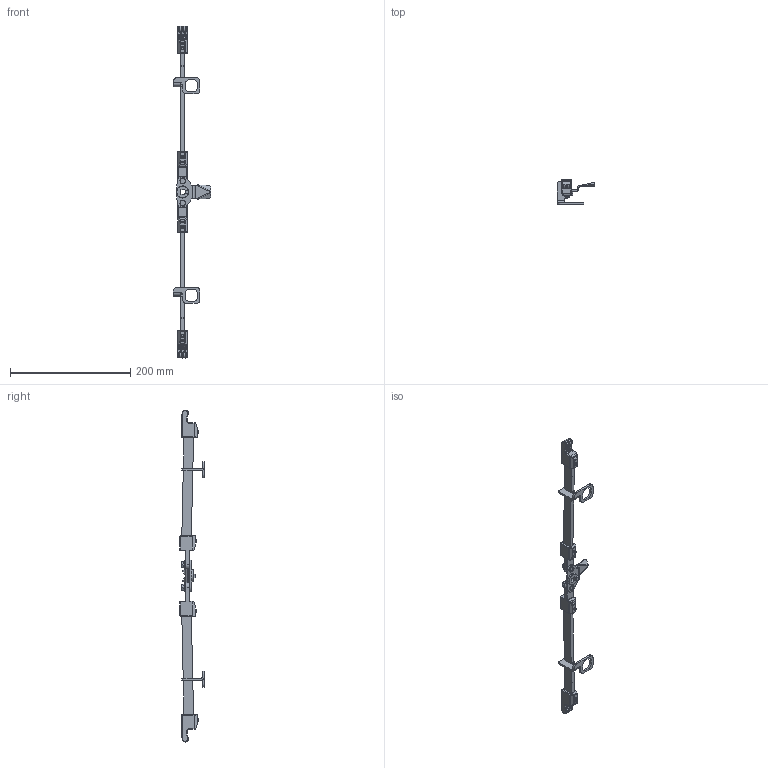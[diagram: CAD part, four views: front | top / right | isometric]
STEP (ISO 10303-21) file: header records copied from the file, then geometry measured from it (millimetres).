
FILE_DESCRIPTION (( 'STEP AP203' ), '1' );
FILE_NAME ('SCE-3PTL.step', '2021-02-09T16:18:51', ( 'ADC123' ), ( 'Microsoft' ), 'SwSTEP 2.0', 'SolidWorks 2019', '' );
FILE_SCHEMA (( 'CONFIG_CONTROL_DESIGN' ));
Length unit declared in the file: inch
Products named in the file (1): SCE-3PTL
Bounding box: 62.47 x 41.46 x 551.13 mm (x, y, z)
Volume: 96319 mm3; surface area: 53345.4 mm2
Topology: 18 solids, 18 shells, 1226 faces, 3104 edges, 1850 vertices
Faces by surface type: plane 612, cylinder 339, bspline 265, cone 10
Full cylindrical faces by diameter (mm): 4.293 x4, 4.318 x4, 6.198 x2, 6.35 x2, 8.544 x2, 8.661 x2, 8.712 x2, 9.144 x2, 13.487 x2, 20 x1
Entity records: 53200 total; most frequent: CARTESIAN_POINT 25948, ORIENTED_EDGE 5892, DIRECTION 5309, EDGE_CURVE 2946, VERTEX_POINT 1820, AXIS2_PLACEMENT_3D 1815, LINE 1679, VECTOR 1679
